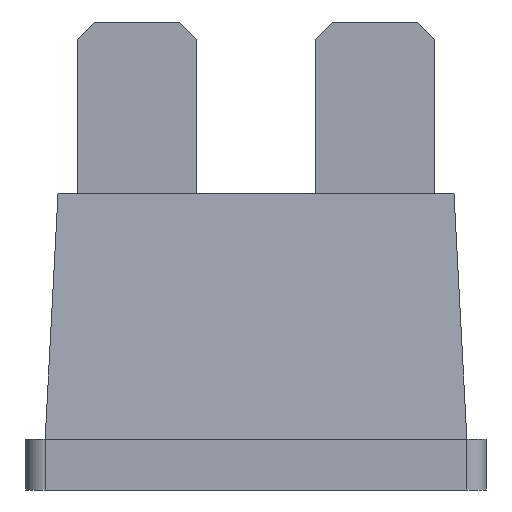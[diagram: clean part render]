
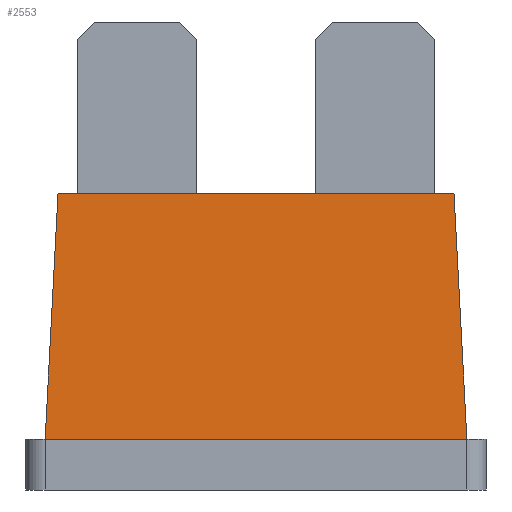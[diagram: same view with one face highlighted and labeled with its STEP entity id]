
A CAD part, front view. The second image highlights one B-rep face of the part: STEP entity #2553.
In plain terms, the highlighted planar face has unit normal (0, -0.999, 0.052).
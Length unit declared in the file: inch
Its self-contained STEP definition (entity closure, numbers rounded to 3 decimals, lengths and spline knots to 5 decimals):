
#34 = VERTEX_POINT ( 'NONE', #2530 ) ;
#46 = CARTESIAN_POINT ( 'NONE',  ( -0.34375, -0.06875, 0.083 ) ) ;
#129 = VERTEX_POINT ( 'NONE', #2602 ) ;
#348 = LINE ( 'NONE', #3363, #1885 ) ;
#486 = LINE ( 'NONE', #3425, #2154 ) ;
#558 = VECTOR ( 'NONE', #3942, 39.37008 ) ;
#578 = EDGE_CURVE ( 'NONE', #712, #129, #348, .T. ) ;
#594 = ORIENTED_EDGE ( 'NONE', *, *, #3384, .F. ) ;
#712 = VERTEX_POINT ( 'NONE', #46 ) ;
#882 = ORIENTED_EDGE ( 'NONE', *, *, #2782, .F. ) ;
#912 = ORIENTED_EDGE ( 'NONE', *, *, #1150, .T. ) ;
#925 = FACE_OUTER_BOUND ( 'NONE', #2062, .T. ) ;
#1150 = EDGE_CURVE ( 'NONE', #2166, #712, #486, .T. ) ;
#1272 = DIRECTION ( 'NONE',  ( 1., 0., 0. ) ) ;
#1426 = ORIENTED_EDGE ( 'NONE', *, *, #578, .T. ) ;
#1462 = LINE ( 'NONE', #2865, #558 ) ;
#1644 = LINE ( 'NONE', #3635, #3367 ) ;
#1885 = VECTOR ( 'NONE', #2023, 39.37008 ) ;
#2023 = DIRECTION ( 'NONE',  ( 1., 0., 0. ) ) ;
#2062 = EDGE_LOOP ( 'NONE', ( #1426, #882, #594, #912 ) ) ;
#2154 = VECTOR ( 'NONE', #3880, 39.37008 ) ;
#2166 = VERTEX_POINT ( 'NONE', #3385 ) ;
#2317 = AXIS2_PLACEMENT_3D ( 'NONE', #2712, #4182, #3164 ) ;
#2377 = PLANE ( 'NONE',  #2317 ) ;
#2530 = CARTESIAN_POINT ( 'NONE',  ( 0.32279, -0.04779, 0.483 ) ) ;
#2553 = ADVANCED_FACE ( 'NONE', ( #925 ), #2377, .T. ) ;
#2602 = CARTESIAN_POINT ( 'NONE',  ( 0.34375, -0.06875, 0.083 ) ) ;
#2712 = CARTESIAN_POINT ( 'NONE',  ( -0.34375, -0.06875, 0.083 ) ) ;
#2782 = EDGE_CURVE ( 'NONE', #34, #129, #1462, .T. ) ;
#2865 = CARTESIAN_POINT ( 'NONE',  ( 0.34375, -0.06875, 0.083 ) ) ;
#3164 = DIRECTION ( 'NONE',  ( 0., -0.052, -0.999 ) ) ;
#3363 = CARTESIAN_POINT ( 'NONE',  ( -0.34375, -0.06875, 0.083 ) ) ;
#3367 = VECTOR ( 'NONE', #1272, 39.37008 ) ;
#3384 = EDGE_CURVE ( 'NONE', #2166, #34, #1644, .T. ) ;
#3385 = CARTESIAN_POINT ( 'NONE',  ( -0.32279, -0.04779, 0.483 ) ) ;
#3425 = CARTESIAN_POINT ( 'NONE',  ( -0.34375, -0.06875, 0.083 ) ) ;
#3635 = CARTESIAN_POINT ( 'NONE',  ( -0.34375, -0.04779, 0.483 ) ) ;
#3880 = DIRECTION ( 'NONE',  ( -0.052, -0.052, -0.997 ) ) ;
#3942 = DIRECTION ( 'NONE',  ( 0.052, -0.052, -0.997 ) ) ;
#4182 = DIRECTION ( 'NONE',  ( 0., -0.999, 0.052 ) ) ;
